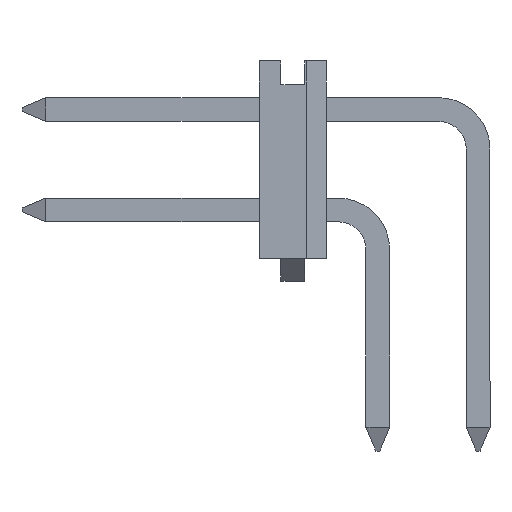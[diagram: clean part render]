
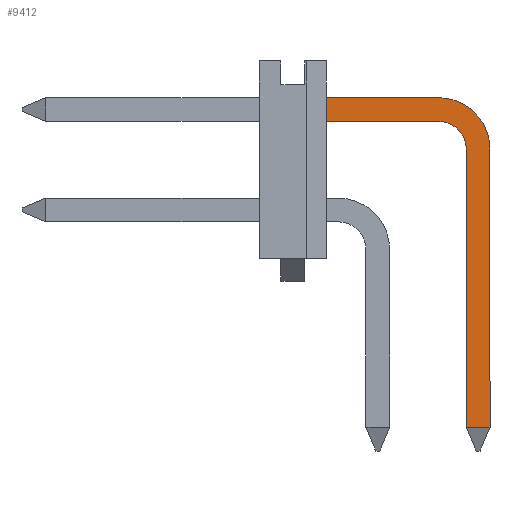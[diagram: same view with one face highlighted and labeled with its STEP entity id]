
A CAD part, left-side view. The second image highlights one B-rep face of the part: STEP entity #9412.
In plain terms, the highlighted planar face has unit normal (-1, 0, 0).
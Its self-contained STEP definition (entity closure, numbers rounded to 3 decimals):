
#9165=CARTESIAN_POINT('',(-5.38,4.27,4.64));
#9166=VERTEX_POINT('',#9165);
#9173=CARTESIAN_POINT('',(-5.38,-0.27,4.64));
#9174=VERTEX_POINT('',#9173);
#9175=CARTESIAN_POINT('',(-5.38,-0.27,4.64));
#9176=DIRECTION('',(0.0,1.0,0.0));
#9177=VECTOR('',#9176,4.54);
#9178=LINE('',#9175,#9177);
#9179=EDGE_CURVE('',#9174,#9166,#9178,.T.);
#9203=CARTESIAN_POINT('',(-5.38,4.27,4.04));
#9204=VERTEX_POINT('',#9203);
#9221=CARTESIAN_POINT('',(-5.38,-0.27,4.04));
#9222=VERTEX_POINT('',#9221);
#9229=CARTESIAN_POINT('',(-5.38,-0.27,4.04));
#9230=DIRECTION('',(0.0,1.0,0.0));
#9231=VECTOR('',#9230,4.54);
#9232=LINE('',#9229,#9231);
#9233=EDGE_CURVE('',#9222,#9204,#9232,.T.);
#9244=CARTESIAN_POINT('',(-5.38,-1.57,3.34));
#9245=VERTEX_POINT('',#9244);
#9246=CARTESIAN_POINT('',(-5.38,-0.27,3.34));
#9247=DIRECTION('',(-1.0,0.0,0.0));
#9248=DIRECTION('',(0.0,-0.707,0.707));
#9249=AXIS2_PLACEMENT_3D('',#9246,#9247,#9248);
#9250=CIRCLE('',#9249,1.3);
#9251=EDGE_CURVE('',#9245,#9174,#9250,.T.);
#9286=CARTESIAN_POINT('',(-5.38,-0.97,3.34));
#9287=VERTEX_POINT('',#9286);
#9294=CARTESIAN_POINT('',(-5.38,-0.27,3.34));
#9295=DIRECTION('',(-1.0,0.0,0.0));
#9296=DIRECTION('',(0.0,-0.707,0.707));
#9297=AXIS2_PLACEMENT_3D('',#9294,#9295,#9296);
#9298=CIRCLE('',#9297,0.7);
#9299=EDGE_CURVE('',#9287,#9222,#9298,.T.);
#9317=CARTESIAN_POINT('',(-5.38,4.27,4.64));
#9318=DIRECTION('',(0.0,0.0,-1.0));
#9319=VECTOR('',#9318,0.6);
#9320=LINE('',#9317,#9319);
#9321=EDGE_CURVE('',#9166,#9204,#9320,.T.);
#9366=CARTESIAN_POINT('',(-5.38,-1.57,-3.7));
#9367=VERTEX_POINT('',#9366);
#9376=CARTESIAN_POINT('',(-5.38,-1.57,3.34));
#9377=DIRECTION('',(0.0,0.0,-1.0));
#9378=VECTOR('',#9377,7.04);
#9379=LINE('',#9376,#9378);
#9380=EDGE_CURVE('',#9245,#9367,#9379,.T.);
#9385=CARTESIAN_POINT('',(-5.38,-0.97,12.2));
#9386=DIRECTION('',(-1.0,0.0,0.0));
#9387=DIRECTION('',(0.0,0.0,1.0));
#9388=AXIS2_PLACEMENT_3D('',#9385,#9386,#9387);
#9389=PLANE('',#9388);
#9390=CARTESIAN_POINT('',(-5.38,-0.97,-3.7));
#9391=VERTEX_POINT('',#9390);
#9392=CARTESIAN_POINT('',(-5.38,-1.57,-3.7));
#9393=DIRECTION('',(0.0,1.0,0.0));
#9394=VECTOR('',#9393,0.6);
#9395=LINE('',#9392,#9394);
#9396=EDGE_CURVE('',#9367,#9391,#9395,.T.);
#9397=ORIENTED_EDGE('',*,*,#9396,.F.);
#9398=ORIENTED_EDGE('',*,*,#9380,.F.);
#9399=ORIENTED_EDGE('',*,*,#9251,.T.);
#9400=ORIENTED_EDGE('',*,*,#9179,.T.);
#9401=ORIENTED_EDGE('',*,*,#9321,.T.);
#9402=ORIENTED_EDGE('',*,*,#9233,.F.);
#9403=ORIENTED_EDGE('',*,*,#9299,.F.);
#9404=CARTESIAN_POINT('',(-5.38,-0.97,3.34));
#9405=DIRECTION('',(0.0,0.0,-1.0));
#9406=VECTOR('',#9405,7.04);
#9407=LINE('',#9404,#9406);
#9408=EDGE_CURVE('',#9287,#9391,#9407,.T.);
#9409=ORIENTED_EDGE('',*,*,#9408,.T.);
#9410=EDGE_LOOP('',(#9397,#9398,#9399,#9400,#9401,#9402,#9403,#9409));
#9411=FACE_OUTER_BOUND('',#9410,.T.);
#9412=ADVANCED_FACE('',(#9411),#9389,.T.);
